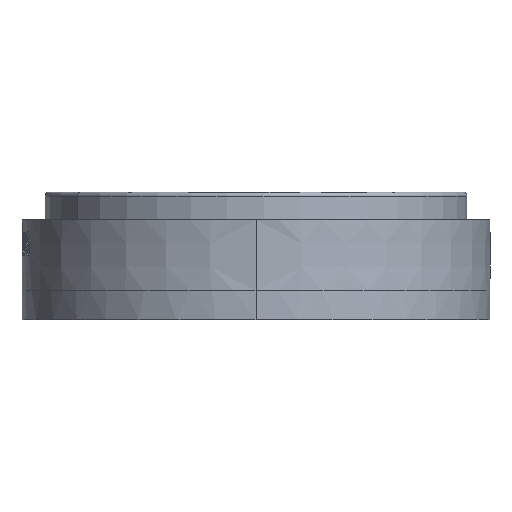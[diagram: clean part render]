
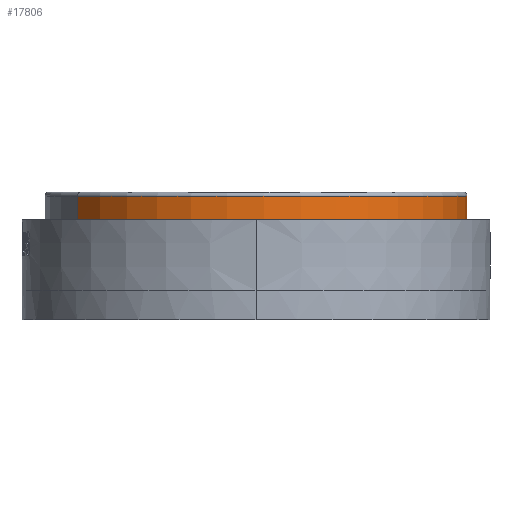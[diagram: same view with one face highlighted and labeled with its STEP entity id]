
A CAD part, left-side view. The second image highlights one B-rep face of the part: STEP entity #17806.
In plain terms, the highlighted cylindrical face has radius 535 mm (diameter 1070 mm), a partial arc.
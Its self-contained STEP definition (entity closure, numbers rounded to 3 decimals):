
#454 = CARTESIAN_POINT ( 'NONE',  ( -284.901, 452.831, 180. ) ) ;
#1096 = CYLINDRICAL_SURFACE ( 'NONE', #2391, 535. ) ;
#1398 = DIRECTION ( 'NONE',  ( 0., 0., -1. ) ) ;
#2032 = LINE ( 'NONE', #454, #7434 ) ;
#2346 = CARTESIAN_POINT ( 'NONE',  ( 0., 0., 180. ) ) ;
#2391 = AXIS2_PLACEMENT_3D ( 'NONE', #2346, #9234, #16123 ) ;
#3178 = EDGE_CURVE ( 'NONE', #14728, #22339, #22238, .T. ) ;
#3761 = CARTESIAN_POINT ( 'NONE',  ( -284.901, 452.831, 180. ) ) ;
#5172 = ORIENTED_EDGE ( 'NONE', *, *, #17528, .T. ) ;
#5589 = VERTEX_POINT ( 'NONE', #3761 ) ;
#6868 = AXIS2_PLACEMENT_3D ( 'NONE', #10410, #17298, #15605 ) ;
#7434 = VECTOR ( 'NONE', #15582, 1000. ) ;
#7658 = EDGE_CURVE ( 'NONE', #22339, #5589, #14790, .T. ) ;
#8209 = EDGE_CURVE ( 'NONE', #14728, #22256, #20215, .T. ) ;
#8569 = DIRECTION ( 'NONE',  ( 0., 0., -1. ) ) ;
#9068 = ORIENTED_EDGE ( 'NONE', *, *, #8209, .T. ) ;
#9234 = DIRECTION ( 'NONE',  ( 0., 0., -1. ) ) ;
#10410 = CARTESIAN_POINT ( 'NONE',  ( 0., 0., 180. ) ) ;
#11148 = FACE_OUTER_BOUND ( 'NONE', #20672, .T. ) ;
#11289 = CARTESIAN_POINT ( 'NONE',  ( -284.901, 452.831, 240. ) ) ;
#11822 = CARTESIAN_POINT ( 'NONE',  ( 284.901, -452.831, 240. ) ) ;
#12857 = ORIENTED_EDGE ( 'NONE', *, *, #7658, .F. ) ;
#14728 = VERTEX_POINT ( 'NONE', #11822 ) ;
#14790 = CIRCLE ( 'NONE', #6868, 535. ) ;
#15011 = CARTESIAN_POINT ( 'NONE',  ( 284.901, -452.831, 180. ) ) ;
#15582 = DIRECTION ( 'NONE',  ( 0., 0., -1. ) ) ;
#15605 = DIRECTION ( 'NONE',  ( -0.533, 0.846, 0. ) ) ;
#16123 = DIRECTION ( 'NONE',  ( -0.533, 0.846, 0. ) ) ;
#16197 = VECTOR ( 'NONE', #8569, 1000. ) ;
#17298 = DIRECTION ( 'NONE',  ( 0., 0., -1. ) ) ;
#17528 = EDGE_CURVE ( 'NONE', #22256, #5589, #2032, .T. ) ;
#17806 = ADVANCED_FACE ( 'NONE', ( #11148 ), #1096, .T. ) ;
#18761 = AXIS2_PLACEMENT_3D ( 'NONE', #19927, #1398, #20039 ) ;
#19180 = CARTESIAN_POINT ( 'NONE',  ( 284.901, -452.831, 180. ) ) ;
#19927 = CARTESIAN_POINT ( 'NONE',  ( 0., 0., 240. ) ) ;
#20039 = DIRECTION ( 'NONE',  ( -0.533, 0.846, 0. ) ) ;
#20215 = CIRCLE ( 'NONE', #18761, 535. ) ;
#20672 = EDGE_LOOP ( 'NONE', ( #21431, #9068, #5172, #12857 ) ) ;
#21431 = ORIENTED_EDGE ( 'NONE', *, *, #3178, .F. ) ;
#22238 = LINE ( 'NONE', #19180, #16197 ) ;
#22256 = VERTEX_POINT ( 'NONE', #11289 ) ;
#22339 = VERTEX_POINT ( 'NONE', #15011 ) ;
